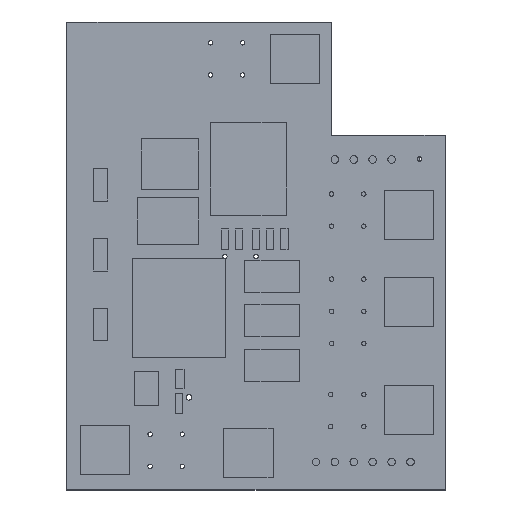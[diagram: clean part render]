
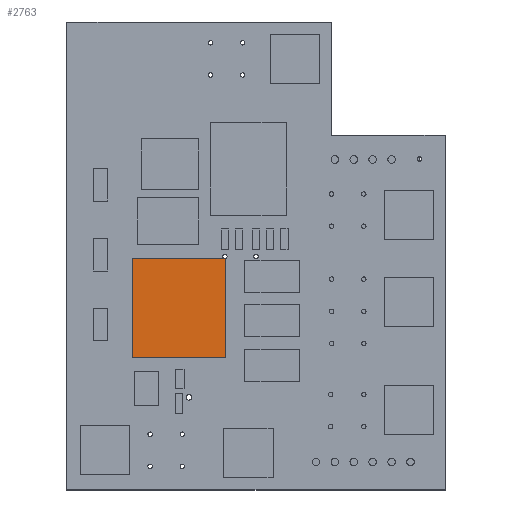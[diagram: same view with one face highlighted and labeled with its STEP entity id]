
A CAD part, top view. The second image highlights one B-rep face of the part: STEP entity #2763.
In plain terms, the highlighted planar face has unit normal (0, 0, 1).
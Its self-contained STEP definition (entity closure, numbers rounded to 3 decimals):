
#275=PLANE('',#3202);
#421=FACE_OUTER_BOUND('',#663,.T.);
#663=EDGE_LOOP('',(#2247,#2248,#2249,#2250));
#817=LINE('',#4486,#1063);
#821=LINE('',#4493,#1067);
#824=LINE('',#4499,#1070);
#826=LINE('',#4502,#1072);
#1063=VECTOR('',#3711,1000.);
#1067=VECTOR('',#3717,1000.);
#1070=VECTOR('',#3722,1000.);
#1072=VECTOR('',#3726,1000.);
#1447=VERTEX_POINT('',#4483);
#1448=VERTEX_POINT('',#4485);
#1450=VERTEX_POINT('',#4491);
#1452=VERTEX_POINT('',#4497);
#1729=EDGE_CURVE('',#1447,#1448,#817,.T.);
#1733=EDGE_CURVE('',#1447,#1450,#821,.T.);
#1736=EDGE_CURVE('',#1450,#1452,#824,.T.);
#1738=EDGE_CURVE('',#1448,#1452,#826,.T.);
#2247=ORIENTED_EDGE('',*,*,#1729,.F.);
#2248=ORIENTED_EDGE('',*,*,#1733,.T.);
#2249=ORIENTED_EDGE('',*,*,#1736,.T.);
#2250=ORIENTED_EDGE('',*,*,#1738,.F.);
#2763=ADVANCED_FACE('',(#421),#275,.T.);
#3202=AXIS2_PLACEMENT_3D('',#4503,#3727,#3728);
#3711=DIRECTION('',(0.,1.,0.));
#3717=DIRECTION('',(1.,0.,0.));
#3722=DIRECTION('',(0.,1.,0.));
#3726=DIRECTION('',(1.,0.,0.));
#3727=DIRECTION('center_axis',(0.,0.,
1.));
#3728=DIRECTION('ref_axis',(1.,0.,0.));
#4483=CARTESIAN_POINT('',(-6.52,-6.154,5.2));
#4485=CARTESIAN_POINT('',(-6.52,6.346,5.2));
#4486=CARTESIAN_POINT('',(-6.52,0.096,5.2));
#4491=CARTESIAN_POINT('',(6.78,-6.154,5.2));
#4493=CARTESIAN_POINT('',(0.13,-6.154,5.2));
#4497=CARTESIAN_POINT('',(6.78,6.346,5.2));
#4499=CARTESIAN_POINT('',(6.78,0.096,5.2));
#4502=CARTESIAN_POINT('',(0.13,6.346,5.2));
#4503=CARTESIAN_POINT('Origin',(0.13,0.096,5.2));
